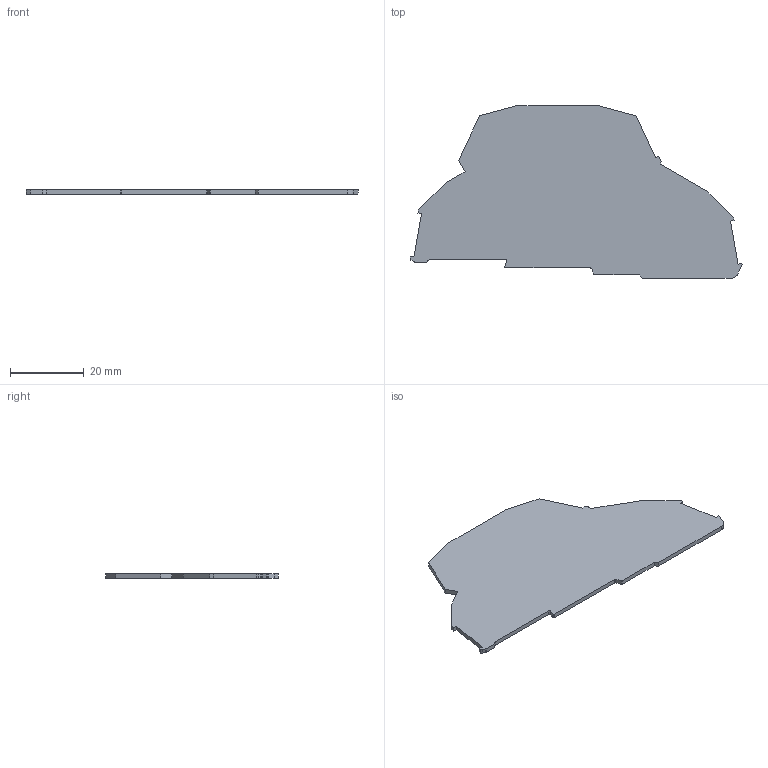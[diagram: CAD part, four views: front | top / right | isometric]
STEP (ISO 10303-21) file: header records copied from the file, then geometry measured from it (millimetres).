
FILE_DESCRIPTION (( 'STEP AP214' ), '1' );
FILE_NAME ('446260_NPP-YBK 4-2F_Beige.STP', '2013-11-15T13:15:33', ( 'arge' ), ( 'Microsoft' ), 'SwSTEP 2.0', 'SolidWorks 2013', '' );
FILE_SCHEMA (( 'AUTOMOTIVE_DESIGN' ));
Length unit declared in the file: millimetre
Products named in the file (1): 446260_NPP-YBK 4-2F_Beige
Bounding box: 90.3 x 46.94 x 1.2 mm (x, y, z)
Volume: 3600.7 mm3; surface area: 6295.4 mm2
Topology: 1 solids, 1 shells, 46 faces, 132 edges, 88 vertices
Faces by surface type: plane 35, cylinder 11
Entity records: 2038 total; most frequent: CARTESIAN_POINT 267, ORIENTED_EDGE 264, DIRECTION 248, EDGE_CURVE 132, LINE 110, VECTOR 110, VERTEX_POINT 88, AXIS2_PLACEMENT_3D 69
